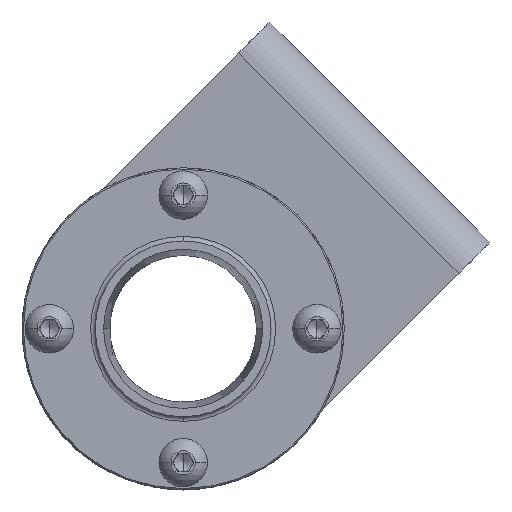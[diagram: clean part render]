
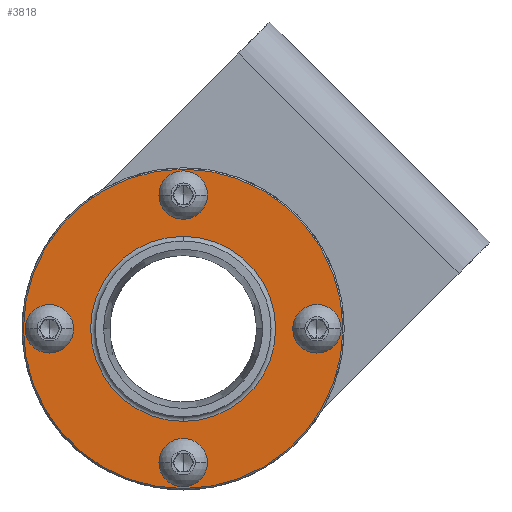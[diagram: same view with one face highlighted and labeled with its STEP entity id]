
A CAD part, left-side view. The second image highlights one B-rep face of the part: STEP entity #3818.
In plain terms, the highlighted planar face has unit normal (-1, 0, 0).
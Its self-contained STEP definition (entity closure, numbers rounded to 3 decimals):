
#8 = DIRECTION ( 'NONE',  ( -1., 0., 0. ) ) ;
#34 = EDGE_LOOP ( 'NONE', ( #3270, #211 ) ) ;
#134 = VERTEX_POINT ( 'NONE', #3636 ) ;
#141 = CARTESIAN_POINT ( 'NONE',  ( 12.74, 0., 32.25 ) ) ;
#147 = FACE_BOUND ( 'NONE', #1660, .T. ) ;
#151 = CARTESIAN_POINT ( 'NONE',  ( 12.74, -29., 0. ) ) ;
#211 = ORIENTED_EDGE ( 'NONE', *, *, #2260, .F. ) ;
#220 = VERTEX_POINT ( 'NONE', #2004 ) ;
#234 = DIRECTION ( 'NONE',  ( 0., 0., 1. ) ) ;
#253 = EDGE_CURVE ( 'NONE', #3079, #3038, #1537, .T. ) ;
#347 = AXIS2_PLACEMENT_3D ( 'NONE', #691, #3679, #4322 ) ;
#390 = CIRCLE ( 'NONE', #2893, 3.25 ) ;
#493 = CARTESIAN_POINT ( 'NONE',  ( 12.74, 29., 0. ) ) ;
#513 = CARTESIAN_POINT ( 'NONE',  ( 12.74, -29., -3.25 ) ) ;
#576 = DIRECTION ( 'NONE',  ( 0., 0., 1. ) ) ;
#660 = CIRCLE ( 'NONE', #1348, 3.25 ) ;
#691 = CARTESIAN_POINT ( 'NONE',  ( 12.74, 0., -29. ) ) ;
#713 = DIRECTION ( 'NONE',  ( 0., 0., 1. ) ) ;
#732 = AXIS2_PLACEMENT_3D ( 'NONE', #1600, #3620, #234 ) ;
#753 = EDGE_CURVE ( 'NONE', #2813, #220, #3065, .T. ) ;
#757 = DIRECTION ( 'NONE',  ( 1., 0., 0. ) ) ;
#794 = AXIS2_PLACEMENT_3D ( 'NONE', #1084, #2741, #713 ) ;
#827 = VERTEX_POINT ( 'NONE', #141 ) ;
#846 = CIRCLE ( 'NONE', #3019, 3.25 ) ;
#848 = CARTESIAN_POINT ( 'NONE',  ( 12.74, -29., 3.25 ) ) ;
#883 = FACE_BOUND ( 'NONE', #3903, .T. ) ;
#986 = FACE_OUTER_BOUND ( 'NONE', #3577, .T. ) ;
#995 = CIRCLE ( 'NONE', #2327, 20.05 ) ;
#1011 = EDGE_CURVE ( 'NONE', #2861, #3834, #1289, .T. ) ;
#1084 = CARTESIAN_POINT ( 'NONE',  ( 12.74, 0., -29. ) ) ;
#1087 = DIRECTION ( 'NONE',  ( 0., 0., 1. ) ) ;
#1097 = EDGE_LOOP ( 'NONE', ( #3846, #4006 ) ) ;
#1146 = AXIS2_PLACEMENT_3D ( 'NONE', #3587, #3935, #2257 ) ;
#1243 = EDGE_CURVE ( 'NONE', #3834, #2861, #3192, .T. ) ;
#1258 = CIRCLE ( 'NONE', #1653, 3.25 ) ;
#1289 = CIRCLE ( 'NONE', #347, 3.25 ) ;
#1290 = CARTESIAN_POINT ( 'NONE',  ( 12.74, 19.05, 0. ) ) ;
#1333 = DIRECTION ( 'NONE',  ( -1., 0., 0. ) ) ;
#1348 = AXIS2_PLACEMENT_3D ( 'NONE', #2386, #3396, #1087 ) ;
#1452 = CIRCLE ( 'NONE', #2335, 3.25 ) ;
#1498 = EDGE_LOOP ( 'NONE', ( #2784, #3932 ) ) ;
#1537 = CIRCLE ( 'NONE', #1146, 20.05 ) ;
#1600 = CARTESIAN_POINT ( 'NONE',  ( 12.74, 0., 0. ) ) ;
#1605 = EDGE_CURVE ( 'NONE', #2244, #2938, #1452, .T. ) ;
#1653 = AXIS2_PLACEMENT_3D ( 'NONE', #2037, #8, #2079 ) ;
#1660 = EDGE_LOOP ( 'NONE', ( #3246, #4052 ) ) ;
#1846 = FACE_BOUND ( 'NONE', #34, .T. ) ;
#1915 = CARTESIAN_POINT ( 'NONE',  ( 12.74, 0., 20.05 ) ) ;
#1931 = DIRECTION ( 'NONE',  ( -1., 0., 0. ) ) ;
#1937 = ORIENTED_EDGE ( 'NONE', *, *, #1605, .F. ) ;
#2004 = CARTESIAN_POINT ( 'NONE',  ( 12.74, 0., -34.625 ) ) ;
#2037 = CARTESIAN_POINT ( 'NONE',  ( 12.74, 29., 0. ) ) ;
#2060 = CIRCLE ( 'NONE', #2607, 3.25 ) ;
#2079 = DIRECTION ( 'NONE',  ( 0., 0., 1. ) ) ;
#2095 = CARTESIAN_POINT ( 'NONE',  ( 12.74, 0., 34.625 ) ) ;
#2165 = CARTESIAN_POINT ( 'NONE',  ( 12.74, 0., 0. ) ) ;
#2166 = DIRECTION ( 'NONE',  ( -1., 0., 0. ) ) ;
#2171 = DIRECTION ( 'NONE',  ( 0., 0., 1. ) ) ;
#2244 = VERTEX_POINT ( 'NONE', #513 ) ;
#2257 = DIRECTION ( 'NONE',  ( 0., 0., 1. ) ) ;
#2259 = CARTESIAN_POINT ( 'NONE',  ( 12.74, 0., -25.75 ) ) ;
#2260 = EDGE_CURVE ( 'NONE', #827, #134, #846, .T. ) ;
#2327 = AXIS2_PLACEMENT_3D ( 'NONE', #3738, #757, #3409 ) ;
#2335 = AXIS2_PLACEMENT_3D ( 'NONE', #3008, #1333, #3670 ) ;
#2386 = CARTESIAN_POINT ( 'NONE',  ( 12.74, 0., 29. ) ) ;
#2475 = EDGE_CURVE ( 'NONE', #220, #2813, #4103, .T. ) ;
#2510 = DIRECTION ( 'NONE',  ( -1., 0., 0. ) ) ;
#2563 = AXIS2_PLACEMENT_3D ( 'NONE', #2165, #3165, #4163 ) ;
#2571 = FACE_BOUND ( 'NONE', #1498, .T. ) ;
#2590 = DIRECTION ( 'NONE',  ( 0., 0., 1. ) ) ;
#2607 = AXIS2_PLACEMENT_3D ( 'NONE', #151, #2510, #2171 ) ;
#2648 = VERTEX_POINT ( 'NONE', #4266 ) ;
#2706 = EDGE_CURVE ( 'NONE', #4324, #2648, #1258, .T. ) ;
#2730 = EDGE_CURVE ( 'NONE', #3038, #3079, #995, .T. ) ;
#2741 = DIRECTION ( 'NONE',  ( -1., 0., 0. ) ) ;
#2784 = ORIENTED_EDGE ( 'NONE', *, *, #4249, .F. ) ;
#2813 = VERTEX_POINT ( 'NONE', #2095 ) ;
#2861 = VERTEX_POINT ( 'NONE', #3505 ) ;
#2893 = AXIS2_PLACEMENT_3D ( 'NONE', #493, #2166, #3447 ) ;
#2906 = EDGE_CURVE ( 'NONE', #2938, #2244, #2060, .T. ) ;
#2938 = VERTEX_POINT ( 'NONE', #848 ) ;
#3008 = CARTESIAN_POINT ( 'NONE',  ( 12.74, -29., 0. ) ) ;
#3019 = AXIS2_PLACEMENT_3D ( 'NONE', #3898, #3253, #2590 ) ;
#3038 = VERTEX_POINT ( 'NONE', #3876 ) ;
#3065 = CIRCLE ( 'NONE', #732, 34.625 ) ;
#3079 = VERTEX_POINT ( 'NONE', #1915 ) ;
#3165 = DIRECTION ( 'NONE',  ( -1., 0., 0. ) ) ;
#3180 = ORIENTED_EDGE ( 'NONE', *, *, #2475, .T. ) ;
#3192 = CIRCLE ( 'NONE', #794, 3.25 ) ;
#3203 = CARTESIAN_POINT ( 'NONE',  ( 12.74, 29., 3.25 ) ) ;
#3219 = EDGE_CURVE ( 'NONE', #134, #827, #660, .T. ) ;
#3246 = ORIENTED_EDGE ( 'NONE', *, *, #1011, .F. ) ;
#3253 = DIRECTION ( 'NONE',  ( -1., 0., 0. ) ) ;
#3270 = ORIENTED_EDGE ( 'NONE', *, *, #3219, .F. ) ;
#3277 = PLANE ( 'NONE',  #3830 ) ;
#3286 = ORIENTED_EDGE ( 'NONE', *, *, #2906, .F. ) ;
#3341 = ORIENTED_EDGE ( 'NONE', *, *, #753, .T. ) ;
#3396 = DIRECTION ( 'NONE',  ( -1., 0., 0. ) ) ;
#3409 = DIRECTION ( 'NONE',  ( 0., 0., 1. ) ) ;
#3447 = DIRECTION ( 'NONE',  ( 0., 0., 1. ) ) ;
#3505 = CARTESIAN_POINT ( 'NONE',  ( 12.74, 0., -32.25 ) ) ;
#3577 = EDGE_LOOP ( 'NONE', ( #3180, #3341 ) ) ;
#3587 = CARTESIAN_POINT ( 'NONE',  ( 12.74, 0., 0. ) ) ;
#3620 = DIRECTION ( 'NONE',  ( -1., 0., 0. ) ) ;
#3636 = CARTESIAN_POINT ( 'NONE',  ( 12.74, 0., 25.75 ) ) ;
#3670 = DIRECTION ( 'NONE',  ( 0., 0., 1. ) ) ;
#3679 = DIRECTION ( 'NONE',  ( -1., 0., 0. ) ) ;
#3738 = CARTESIAN_POINT ( 'NONE',  ( 12.74, 0., 0. ) ) ;
#3818 = ADVANCED_FACE ( 'NONE', ( #986, #4086, #883, #147, #1846, #2571 ), #3277, .T. ) ;
#3830 = AXIS2_PLACEMENT_3D ( 'NONE', #1290, #1931, #576 ) ;
#3834 = VERTEX_POINT ( 'NONE', #2259 ) ;
#3846 = ORIENTED_EDGE ( 'NONE', *, *, #253, .T. ) ;
#3876 = CARTESIAN_POINT ( 'NONE',  ( 12.74, 0., -20.05 ) ) ;
#3898 = CARTESIAN_POINT ( 'NONE',  ( 12.74, 0., 29. ) ) ;
#3903 = EDGE_LOOP ( 'NONE', ( #1937, #3286 ) ) ;
#3932 = ORIENTED_EDGE ( 'NONE', *, *, #2706, .F. ) ;
#3935 = DIRECTION ( 'NONE',  ( 1., 0., 0. ) ) ;
#4006 = ORIENTED_EDGE ( 'NONE', *, *, #2730, .T. ) ;
#4052 = ORIENTED_EDGE ( 'NONE', *, *, #1243, .F. ) ;
#4086 = FACE_BOUND ( 'NONE', #1097, .T. ) ;
#4103 = CIRCLE ( 'NONE', #2563, 34.625 ) ;
#4163 = DIRECTION ( 'NONE',  ( 0., 0., 1. ) ) ;
#4249 = EDGE_CURVE ( 'NONE', #2648, #4324, #390, .T. ) ;
#4266 = CARTESIAN_POINT ( 'NONE',  ( 12.74, 29., -3.25 ) ) ;
#4322 = DIRECTION ( 'NONE',  ( 0., 0., 1. ) ) ;
#4324 = VERTEX_POINT ( 'NONE', #3203 ) ;
